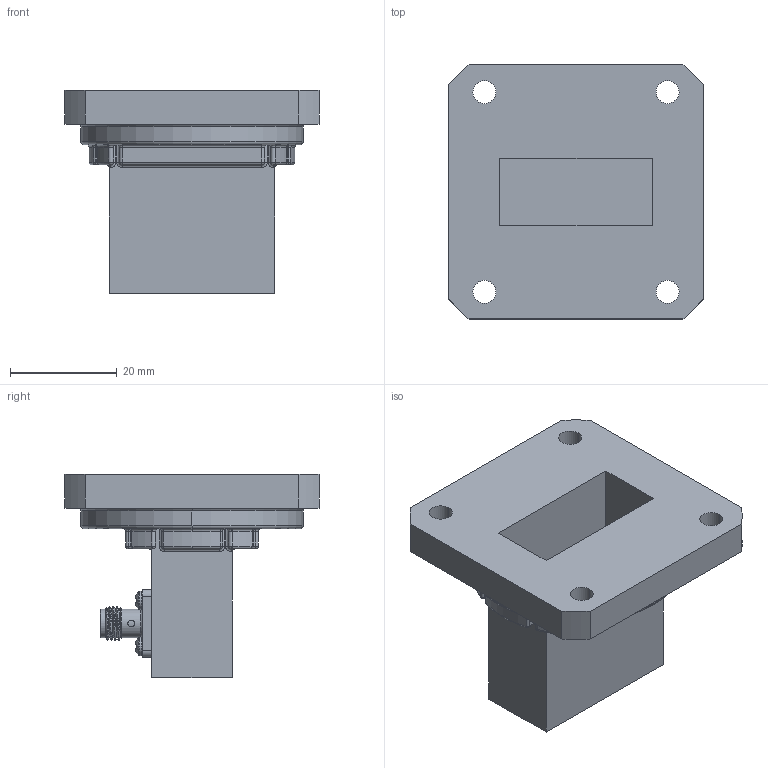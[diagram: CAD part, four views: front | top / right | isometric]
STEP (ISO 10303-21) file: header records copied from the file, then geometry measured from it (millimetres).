
FILE_DESCRIPTION (( 'STEP AP214' ), '1' );
FILE_NAME ('PEWCA1040.step', '2021-05-20T17:06:46', ( '' ), ( '' ), 'SwSTEP 2.0', 'SolidWorks 2020', '' );
FILE_SCHEMA (( 'AUTOMOTIVE_DESIGN' ));
Length unit declared in the file: inch
Products named in the file (3): PEWCA1040; SMA FEMALE
Assembly tree (2 placements, depth 2):
  PEWCA1040
    PEWCA1040
    SMA FEMALE
Bounding box: 47.62 x 47.62 x 38.1 mm (x, y, z)
Volume: 21310.1 mm3; surface area: 12927.8 mm2
Topology: 11 solids, 11 shells, 445 faces, 1116 edges, 690 vertices
Faces by surface type: cylinder 178, plane 136, torus 52, cone 32, bspline 31, sphere 16
Entity records: 19407 total; most frequent: CARTESIAN_POINT 8984, ORIENTED_EDGE 2196, DIRECTION 2110, EDGE_CURVE 1098, AXIS2_PLACEMENT_3D 843, VERTEX_POINT 684, EDGE_LOOP 474, ADVANCED_FACE 445
